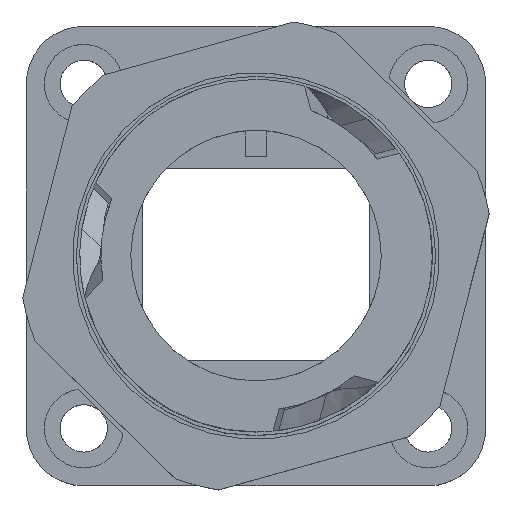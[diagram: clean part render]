
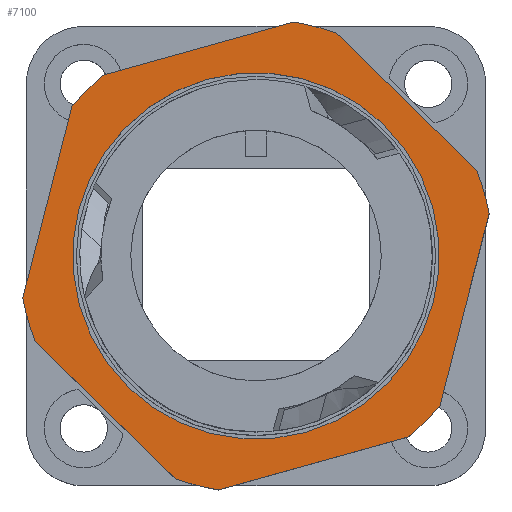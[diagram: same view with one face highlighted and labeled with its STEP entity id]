
A CAD part, top view. The second image highlights one B-rep face of the part: STEP entity #7100.
In plain terms, the highlighted planar face has unit normal (0, 0, 1).
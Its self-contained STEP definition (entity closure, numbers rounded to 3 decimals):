
#6656=AXIS2_PLACEMENT_3D('Circle Axis2P3D',#6654,#6655,$) ;
#6691=AXIS2_PLACEMENT_3D('Circle Axis2P3D',#6689,#6690,$) ;
#6835=AXIS2_PLACEMENT_3D('Circle Axis2P3D',#6833,#6834,$) ;
#6878=AXIS2_PLACEMENT_3D('Circle Axis2P3D',#6876,#6877,$) ;
#6921=AXIS2_PLACEMENT_3D('Circle Axis2P3D',#6919,#6920,$) ;
#6964=AXIS2_PLACEMENT_3D('Circle Axis2P3D',#6962,#6963,$) ;
#7007=AXIS2_PLACEMENT_3D('Circle Axis2P3D',#7005,#7006,$) ;
#7043=AXIS2_PLACEMENT_3D('Circle Axis2P3D',#7041,#7042,$) ;
#7080=AXIS2_PLACEMENT_3D('Plane Axis2P3D',#7077,#7078,#7079) ;
#6654=CARTESIAN_POINT('Axis2P3D Location',(16.238,16.296,10.91)) ;
#6658=CARTESIAN_POINT('Vertex',(25.168,25.415,10.91)) ;
#6660=CARTESIAN_POINT('Vertex',(7.308,7.177,10.91)) ;
#6689=CARTESIAN_POINT('Axis2P3D Location',(16.238,16.296,10.91)) ;
#6823=CARTESIAN_POINT('Vertex',(0.,13.368,10.91)) ;
#6830=CARTESIAN_POINT('Vertex',(0.832,10.388,10.91)) ;
#6833=CARTESIAN_POINT('Axis2P3D Location',(16.238,16.296,10.91)) ;
#6850=CARTESIAN_POINT('Line Origine',(1.709,20.026,10.91)) ;
#6854=CARTESIAN_POINT('Vertex',(3.419,26.684,10.91)) ;
#6873=CARTESIAN_POINT('Vertex',(5.584,28.895,10.91)) ;
#6876=CARTESIAN_POINT('Axis2P3D Location',(16.238,16.296,10.91)) ;
#6893=CARTESIAN_POINT('Line Origine',(12.204,30.743,10.91)) ;
#6897=CARTESIAN_POINT('Vertex',(18.825,32.592,10.91)) ;
#6916=CARTESIAN_POINT('Vertex',(21.822,31.822,10.91)) ;
#6919=CARTESIAN_POINT('Axis2P3D Location',(16.238,16.296,10.91)) ;
#6936=CARTESIAN_POINT('Line Origine',(26.733,27.013,10.91)) ;
#6940=CARTESIAN_POINT('Vertex',(31.644,22.204,10.91)) ;
#6959=CARTESIAN_POINT('Vertex',(32.476,19.224,10.91)) ;
#6962=CARTESIAN_POINT('Axis2P3D Location',(16.238,16.296,10.91)) ;
#6979=CARTESIAN_POINT('Line Origine',(30.767,12.566,10.91)) ;
#6983=CARTESIAN_POINT('Vertex',(29.057,5.908,10.91)) ;
#7002=CARTESIAN_POINT('Vertex',(26.893,3.697,10.91)) ;
#7005=CARTESIAN_POINT('Axis2P3D Location',(16.238,16.296,10.91)) ;
#7022=CARTESIAN_POINT('Line Origine',(20.272,1.849,10.91)) ;
#7026=CARTESIAN_POINT('Vertex',(13.651,0.,10.91)) ;
#7041=CARTESIAN_POINT('Axis2P3D Location',(16.238,16.296,10.91)) ;
#7045=CARTESIAN_POINT('Vertex',(10.654,0.769,10.91)) ;
#7065=CARTESIAN_POINT('Line Origine',(5.743,5.579,10.91)) ;
#7077=CARTESIAN_POINT('Axis2P3D Location',(16.238,16.296,10.91)) ;
#6655=DIRECTION('Axis2P3D Direction',(0.,0.,-1.)) ;
#6690=DIRECTION('Axis2P3D Direction',(0.,0.,-1.)) ;
#6834=DIRECTION('Axis2P3D Direction',(0.,0.,-1.)) ;
#6851=DIRECTION('Vector Direction',(0.249,0.969,0.)) ;
#6877=DIRECTION('Axis2P3D Direction',(0.,0.,-1.)) ;
#6894=DIRECTION('Vector Direction',(0.963,0.269,0.)) ;
#6920=DIRECTION('Axis2P3D Direction',(0.,0.,-1.)) ;
#6937=DIRECTION('Vector Direction',(0.714,-0.7,0.)) ;
#6963=DIRECTION('Axis2P3D Direction',(0.,0.,-1.)) ;
#6980=DIRECTION('Vector Direction',(-0.249,-0.969,0.)) ;
#7006=DIRECTION('Axis2P3D Direction',(0.,0.,-1.)) ;
#7023=DIRECTION('Vector Direction',(-0.963,-0.269,0.)) ;
#7042=DIRECTION('Axis2P3D Direction',(0.,0.,-1.)) ;
#7066=DIRECTION('Vector Direction',(-0.714,0.7,0.)) ;
#7078=DIRECTION('Axis2P3D Direction',(0.,0.,-1.)) ;
#7079=DIRECTION('Axis2P3D XDirection',(-0.7,-0.714,0.)) ;
#6852=VECTOR('Line Direction',#6851,1.) ;
#6895=VECTOR('Line Direction',#6894,1.) ;
#6938=VECTOR('Line Direction',#6937,1.) ;
#6981=VECTOR('Line Direction',#6980,1.) ;
#7024=VECTOR('Line Direction',#7023,1.) ;
#7067=VECTOR('Line Direction',#7066,1.) ;
#7083=ORIENTED_EDGE('',*,*,#7069,.F.) ;
#7084=ORIENTED_EDGE('',*,*,#7047,.F.) ;
#7085=ORIENTED_EDGE('',*,*,#7028,.F.) ;
#7086=ORIENTED_EDGE('',*,*,#7009,.F.) ;
#7087=ORIENTED_EDGE('',*,*,#6985,.F.) ;
#7088=ORIENTED_EDGE('',*,*,#6966,.F.) ;
#7089=ORIENTED_EDGE('',*,*,#6942,.F.) ;
#7090=ORIENTED_EDGE('',*,*,#6923,.F.) ;
#7091=ORIENTED_EDGE('',*,*,#6899,.F.) ;
#7092=ORIENTED_EDGE('',*,*,#6880,.F.) ;
#7093=ORIENTED_EDGE('',*,*,#6856,.F.) ;
#7094=ORIENTED_EDGE('',*,*,#6837,.F.) ;
#7097=ORIENTED_EDGE('',*,*,#6662,.T.) ;
#7098=ORIENTED_EDGE('',*,*,#6693,.T.) ;
#7099=FACE_BOUND('',#7096,.T.) ;
#7100=ADVANCED_FACE('V2',(#7095,#7099),#7081,.F.) ;
#6657=CIRCLE('generated circle',#6656,12.763) ;
#6692=CIRCLE('generated circle',#6691,12.763) ;
#6836=CIRCLE('generated circle',#6835,16.5) ;
#6879=CIRCLE('generated circle',#6878,16.5) ;
#6922=CIRCLE('generated circle',#6921,16.5) ;
#6965=CIRCLE('generated circle',#6964,16.5) ;
#7008=CIRCLE('generated circle',#7007,16.5) ;
#7044=CIRCLE('generated circle',#7043,16.5) ;
#6662=EDGE_CURVE('',#6659,#6661,#6657,.T.) ;
#6693=EDGE_CURVE('',#6661,#6659,#6692,.T.) ;
#6837=EDGE_CURVE('',#6831,#6824,#6836,.T.) ;
#6856=EDGE_CURVE('',#6824,#6855,#6853,.T.) ;
#6880=EDGE_CURVE('',#6855,#6874,#6879,.T.) ;
#6899=EDGE_CURVE('',#6874,#6898,#6896,.T.) ;
#6923=EDGE_CURVE('',#6898,#6917,#6922,.T.) ;
#6942=EDGE_CURVE('',#6917,#6941,#6939,.T.) ;
#6966=EDGE_CURVE('',#6941,#6960,#6965,.T.) ;
#6985=EDGE_CURVE('',#6960,#6984,#6982,.T.) ;
#7009=EDGE_CURVE('',#6984,#7003,#7008,.T.) ;
#7028=EDGE_CURVE('',#7003,#7027,#7025,.T.) ;
#7047=EDGE_CURVE('',#7027,#7046,#7044,.T.) ;
#7069=EDGE_CURVE('',#7046,#6831,#7068,.T.) ;
#7082=EDGE_LOOP('',(#7083,#7084,#7085,#7086,#7087,#7088,#7089,#7090,#7091,#7092,#7093,#7094)) ;
#7096=EDGE_LOOP('',(#7097,#7098)) ;
#7095=FACE_OUTER_BOUND('',#7082,.T.) ;
#6853=LINE('Line',#6850,#6852) ;
#6896=LINE('Line',#6893,#6895) ;
#6939=LINE('Line',#6936,#6938) ;
#6982=LINE('Line',#6979,#6981) ;
#7025=LINE('Line',#7022,#7024) ;
#7068=LINE('Line',#7065,#7067) ;
#7081=PLANE('',#7080) ;
#6659=VERTEX_POINT('',#6658) ;
#6661=VERTEX_POINT('',#6660) ;
#6824=VERTEX_POINT('',#6823) ;
#6831=VERTEX_POINT('',#6830) ;
#6855=VERTEX_POINT('',#6854) ;
#6874=VERTEX_POINT('',#6873) ;
#6898=VERTEX_POINT('',#6897) ;
#6917=VERTEX_POINT('',#6916) ;
#6941=VERTEX_POINT('',#6940) ;
#6960=VERTEX_POINT('',#6959) ;
#6984=VERTEX_POINT('',#6983) ;
#7003=VERTEX_POINT('',#7002) ;
#7027=VERTEX_POINT('',#7026) ;
#7046=VERTEX_POINT('',#7045) ;
